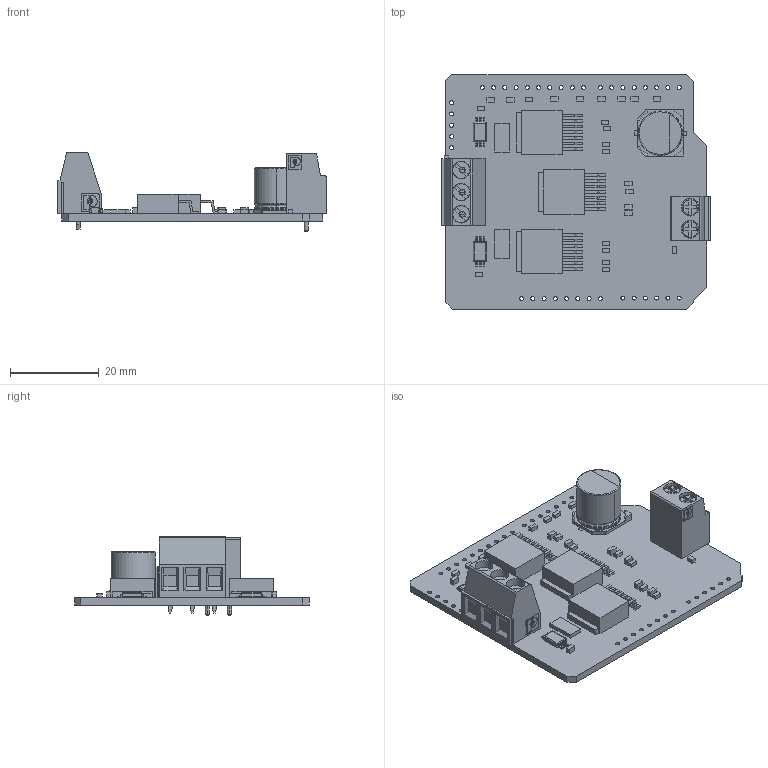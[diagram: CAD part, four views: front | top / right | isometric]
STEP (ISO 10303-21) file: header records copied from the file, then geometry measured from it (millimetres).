
FILE_DESCRIPTION(('Open CASCADE Model'),'2;1');
FILE_NAME('Open CASCADE Shape Model','2021-03-30T17:06:39',('Author'),( 'Open CASCADE'),'Open CASCADE STEP processor 6.8','Open CASCADE 6.8' ,'Unknown');
FILE_SCHEMA(('AUTOMOTIVE_DESIGN { 1 0 10303 214 1 1 1 1 }'));
Length unit declared in the file: millimetre
Products named in the file (52): PCB; Board; RL; 6026793152; Extruded; RPC; 6026792960; RPB; RPA; R_CS3; 6026792768; R_CS1; INA3; ina240; INA1; CBY3; 6026792576; CBY1; CAP_PWR; User_Library-cap_10x10x10-1; can_10x10_1; foot_cap_10x10_1; alelcap_sm10x10_1; R_SR3; R_SR2; R_SR1; C_SR3; C_SR2; C_SR1; R_IS3; R_IS2; R_IS1; C_IS3; C_IS2; C_IS1; R6; R5; R4; R3; R2 ...
Assembly tree (77 placements, depth 4):
  PCB
    Board
    RL
      6026793152
        Extruded
    RPC
      6026792960
        Extruded
    RPB
      6026792960
        Extruded
    RPA
      6026792960
        Extruded
    R_CS3
      6026792768
        Extruded
    R_CS1
      6026792768
        Extruded
    INA3
      ina240
    INA1
      ina240
    CBY3
      6026792576
        Extruded
    CBY1
      6026792576
        Extruded
    CAP_PWR
      User_Library-cap_10x10x10-1
        can_10x10_1
        foot_cap_10x10_1  x2
        alelcap_sm10x10_1
    R_SR3
      6026792960
        Extruded
    R_SR2
      6026792960
        Extruded
    R_SR1
      6026792960
        Extruded
    C_SR3
      6026792576
        Extruded
    C_SR2
      6026792576
        Extruded
    C_SR1
      6026792576
        Extruded
    R_IS3
      6026792960
        Extruded
    R_IS2
      6026792960
        Extruded
    R_IS1
Bounding box: 60.6 x 53 x 17.85 mm (x, y, z)
Volume: 10092.1 mm3; surface area: 11875.8 mm2
Topology: 41 solids, 41 shells, 1028 faces, 2569 edges, 1688 vertices
Faces by surface type: plane 834, cylinder 172, bspline 10, cone 8, torus 4
Full cylindrical faces by diameter (mm): 0.9 x37, 1.5 x5
Entity records: 25055 total; most frequent: CARTESIAN_POINT 3879, DIRECTION 3469, ORIENTED_EDGE 3360, EDGE_CURVE 1680, LINE 1261, VECTOR 1261, AXIS2_PLACEMENT_3D 1104, VERTEX_POINT 1098
